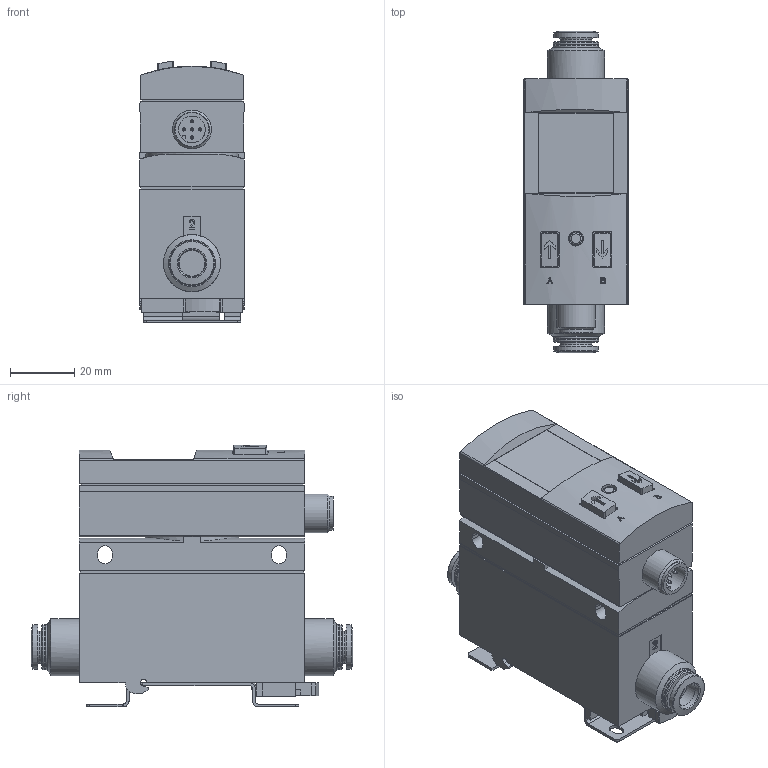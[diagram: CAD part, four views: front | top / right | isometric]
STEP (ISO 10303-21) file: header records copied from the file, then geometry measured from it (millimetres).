
FILE_DESCRIPTION(/* description */ ('STEP AP214'),/* implementation_level */ '2;1');
FILE_NAME(/* name */ '8162829_SFAB-200U-WQ8-PNLK-PNVBA-M12',/* time_stamp */ '2024-09-15T00:45:17+02:00',/* author */ ('License CC BY-ND 4.0'),/* organization */ ('CADENAS'),/* preprocessor_version */ 'ST-DEVELOPER v19.3',/* originating_system */ 'PARTsolutions',/* authorisation */ ' ');
FILE_SCHEMA (('AUTOMOTIVE_DESIGN {1 0 10303 214 3 1 1}'));
Length unit declared in the file: millimetre
Products named in the file (4): 8162829 SFAB-200U-WQ8-PNLK-PNVBA-M12; 563795 SFAB-200-Q8-PNLK_H; 194297 SDE1-...-W...---(W); 672551 VN-T3-BP-NRD
Assembly tree (3 placements, depth 2):
  8162829 SFAB-200U-WQ8-PNLK-PNVBA-M12
    563795 SFAB-200-Q8-PNLK_H
    194297 SDE1-...-W...---(W)
    672551 VN-T3-BP-NRD
Bounding box: 32.3 x 99.79 x 81.17 mm (x, y, z)
Volume: 164777 mm3; surface area: 31980.1 mm2
Topology: 3 solids, 3 shells, 410 faces, 1072 edges, 704 vertices
Faces by surface type: plane 269, cylinder 98, cone 36, torus 7
Full cylindrical faces by diameter (mm): 1 x5, 8 x2, 8.3 x1, 9.8 x2, 10.5 x1, 12 x1, 13.8 x2, 14 x4, 17.7 x2
Entity records: 14512 total; most frequent: CARTESIAN_POINT 2249, DIRECTION 2085, ORIENTED_EDGE 2038, EDGE_CURVE 1019, LINE 715, VECTOR 715, VERTEX_POINT 698, AXIS2_PLACEMENT_3D 685
